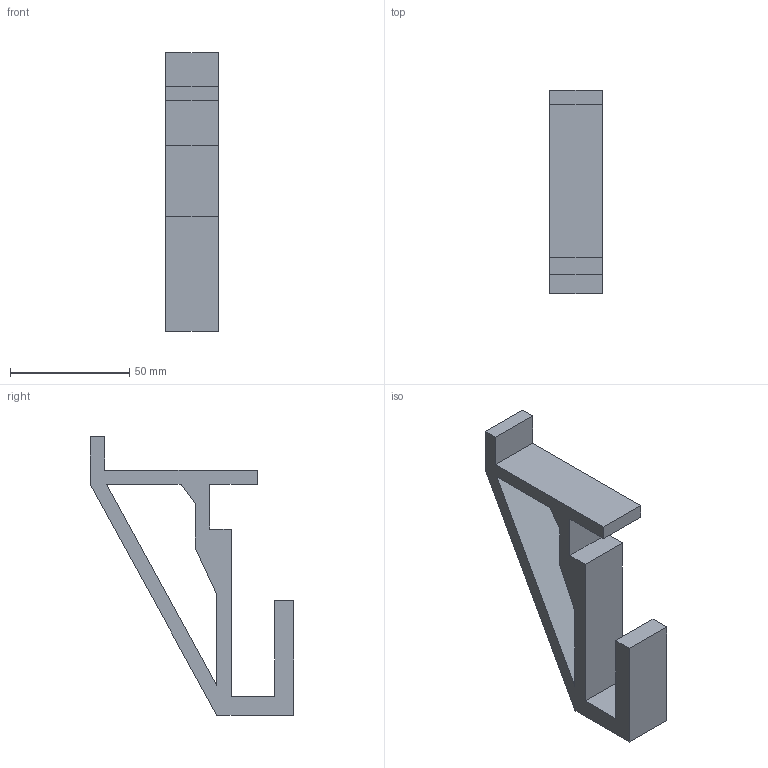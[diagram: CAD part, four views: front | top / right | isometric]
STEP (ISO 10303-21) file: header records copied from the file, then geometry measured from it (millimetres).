
FILE_DESCRIPTION(/* description */ (''),/* implementation_level */ '2;1');
FILE_NAME(/* name */ 'vrHolder v4.stp',/* time_stamp */ '2025-09-12T00:21:03+02:00',/* author */ (''),/* organization */ (''),/* preprocessor_version */ 'ST-DEVELOPER v20.1',/* originating_system */ 'Autodesk Translation Framework v14.10.0.0',/* authorisation */ '');
FILE_SCHEMA (('AUTOMOTIVE_DESIGN { 1 0 10303 214 3 1 1 }'));
Length unit declared in the file: millimetre
Products named in the file (1): vrHolder
Bounding box: 22 x 85.2 x 116.66 mm (x, y, z)
Volume: 53119.9 mm3; surface area: 20221.4 mm2
Topology: 1 solids, 1 shells, 23 faces, 63 edges, 42 vertices
Faces by surface type: plane 23
Entity records: 754 total; most frequent: CARTESIAN_POINT 129, ORIENTED_EDGE 126, DIRECTION 111, LINE 63, VECTOR 63, EDGE_CURVE 63, VERTEX_POINT 42, EDGE_LOOP 25
